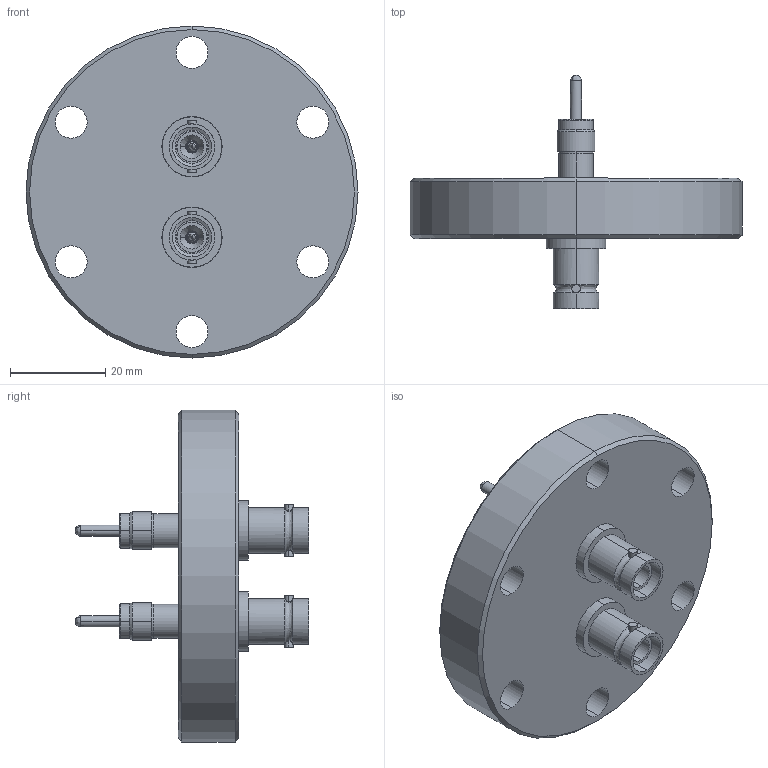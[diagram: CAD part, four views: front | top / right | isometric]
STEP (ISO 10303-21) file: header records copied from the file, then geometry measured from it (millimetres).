
FILE_DESCRIPTION (( 'STEP AP203' ), '1' );
FILE_NAME ('A0337-1-CF.STEP', '2011-11-04T15:58:18', ( '' ), ( '' ), 'SwSTEP 2.0', 'SolidWorks 2011', '' );
FILE_SCHEMA (( 'CONFIG_CONTROL_DESIGN' ));
Length unit declared in the file: inch
Products named in the file (1): A0337-1-CF
Bounding box: 69.85 x 49.15 x 69.85 mm (x, y, z)
Volume: 45154.5 mm3; surface area: 19037.1 mm2
Topology: 1 solids, 3 shells, 227 faces, 524 edges, 326 vertices
Faces by surface type: cylinder 122, cone 54, plane 35, bspline 16
Entity records: 6897 total; most frequent: CARTESIAN_POINT 1518, DIRECTION 1216, ORIENTED_EDGE 1040, EDGE_CURVE 520, AXIS2_PLACEMENT_3D 520, VERTEX_POINT 326, CIRCLE 308, EDGE_LOOP 270
